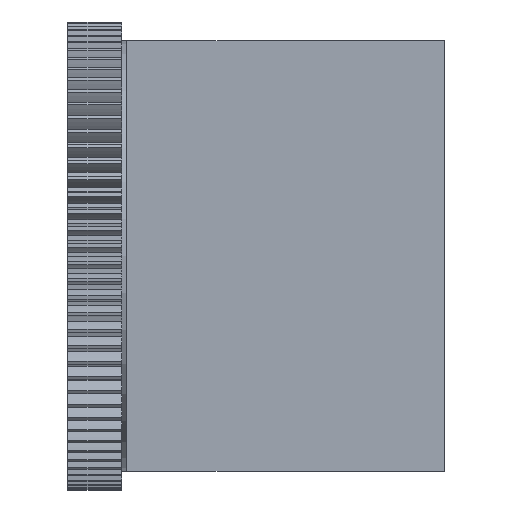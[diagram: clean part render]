
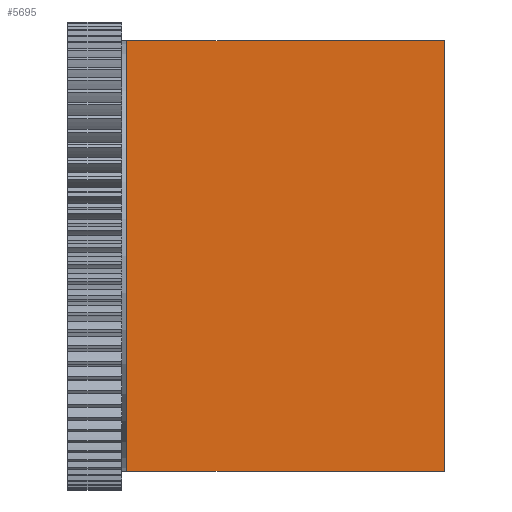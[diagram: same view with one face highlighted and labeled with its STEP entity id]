
A CAD part, left-side view. The second image highlights one B-rep face of the part: STEP entity #5695.
In plain terms, the highlighted planar face has unit normal (-1, 0, 0).
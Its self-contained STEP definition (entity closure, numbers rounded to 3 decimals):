
#182 = VECTOR ( 'NONE', #4208, 1000. ) ;
#1158 = ORIENTED_EDGE ( 'NONE', *, *, #1357, .T. ) ;
#1357 = EDGE_CURVE ( 'NONE', #9304, #9494, #12436, .T. ) ;
#1441 = ORIENTED_EDGE ( 'NONE', *, *, #9603, .F. ) ;
#1512 = VECTOR ( 'NONE', #1607, 1000. ) ;
#1607 = DIRECTION ( 'NONE',  ( 0., 0., 1. ) ) ;
#1762 = CARTESIAN_POINT ( 'NONE',  ( -17.21, 71.699, 104.233 ) ) ;
#1899 = EDGE_CURVE ( 'NONE', #7778, #9494, #10719, .T. ) ;
#2510 = CARTESIAN_POINT ( 'NONE',  ( -17.21, 82.699, 24.233 ) ) ;
#2873 = VECTOR ( 'NONE', #8204, 1000. ) ;
#3149 = ORIENTED_EDGE ( 'NONE', *, *, #1899, .F. ) ;
#3894 = CARTESIAN_POINT ( 'NONE',  ( -17.21, 12.699, 24.233 ) ) ;
#4208 = DIRECTION ( 'NONE',  ( 0., -1., 0. ) ) ;
#4279 = AXIS2_PLACEMENT_3D ( 'NONE', #2510, #11708, #11651 ) ;
#5393 = VECTOR ( 'NONE', #9624, 1000. ) ;
#5695 = ADVANCED_FACE ( 'NONE', ( #7466 ), #11463, .F. ) ;
#6564 = LINE ( 'NONE', #7666, #1512 ) ;
#6816 = CARTESIAN_POINT ( 'NONE',  ( -17.21, 71.699, 24.233 ) ) ;
#7466 = FACE_OUTER_BOUND ( 'NONE', #11120, .T. ) ;
#7666 = CARTESIAN_POINT ( 'NONE',  ( -17.21, 71.699, 64.233 ) ) ;
#7778 = VERTEX_POINT ( 'NONE', #1762 ) ;
#8204 = DIRECTION ( 'NONE',  ( 0., -1., 0. ) ) ;
#8452 = CARTESIAN_POINT ( 'NONE',  ( -17.21, 82.699, 24.233 ) ) ;
#8546 = EDGE_CURVE ( 'NONE', #10851, #9304, #12439, .T. ) ;
#9304 = VERTEX_POINT ( 'NONE', #3894 ) ;
#9494 = VERTEX_POINT ( 'NONE', #11284 ) ;
#9603 = EDGE_CURVE ( 'NONE', #10851, #7778, #6564, .T. ) ;
#9624 = DIRECTION ( 'NONE',  ( 0., 0., 1. ) ) ;
#10719 = LINE ( 'NONE', #12796, #2873 ) ;
#10851 = VERTEX_POINT ( 'NONE', #6816 ) ;
#11120 = EDGE_LOOP ( 'NONE', ( #1441, #12522, #1158, #3149 ) ) ;
#11284 = CARTESIAN_POINT ( 'NONE',  ( -17.21, 12.699, 104.233 ) ) ;
#11463 = PLANE ( 'NONE',  #4279 ) ;
#11651 = DIRECTION ( 'NONE',  ( 0., 0., -1. ) ) ;
#11708 = DIRECTION ( 'NONE',  ( 1., 0., 0. ) ) ;
#12436 = LINE ( 'NONE', #12623, #5393 ) ;
#12439 = LINE ( 'NONE', #8452, #182 ) ;
#12522 = ORIENTED_EDGE ( 'NONE', *, *, #8546, .T. ) ;
#12623 = CARTESIAN_POINT ( 'NONE',  ( -17.21, 12.699, 24.233 ) ) ;
#12796 = CARTESIAN_POINT ( 'NONE',  ( -17.21, 82.699, 104.233 ) ) ;
